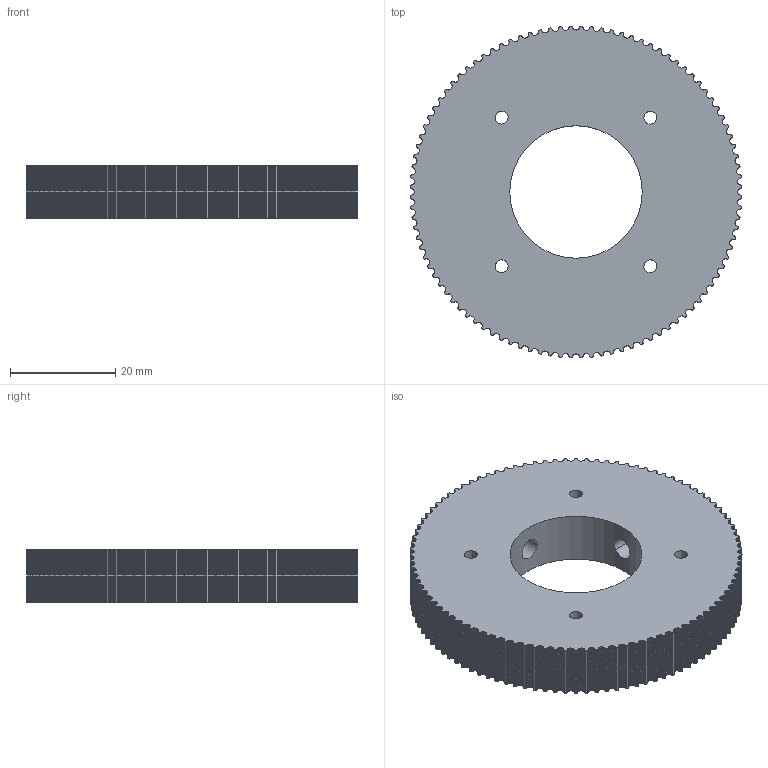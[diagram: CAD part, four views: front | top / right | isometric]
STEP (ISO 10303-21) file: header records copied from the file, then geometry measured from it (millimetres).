
FILE_DESCRIPTION(('CATIA V5 STEP Exchange'),'2;1');
FILE_NAME('GT2_T100_D25_wth_flange.stp','2023-12-13T07:32:06+00:00',('none'),('none'),'CATIA Version 5 Release 18 GA (IN-10)','CATIA V5 STEP AP203','none');
FILE_SCHEMA(('CONFIG_CONTROL_DESIGN'));
Length unit declared in the file: millimetre
Products named in the file (1): Poulie_GT2_T100_D25_wth_flange
Bounding box: 63.13 x 63.13 x 10 mm (x, y, z)
Volume: 24766 mm3; surface area: 9346.2 mm2
Topology: 1 solids, 1 shells, 2208 faces, 6619 edges, 4410 vertices
Faces by surface type: plane 2082, cylinder 118, cone 8
Entity records: 72965 total; most frequent: CARTESIAN_POINT 14054, ORIENTED_EDGE 13238, DIRECTION 10665, EDGE_CURVE 6619, VECTOR 6209, LINE 6209, VERTEX_POINT 4410, AXIS2_PLACEMENT_3D 2343
